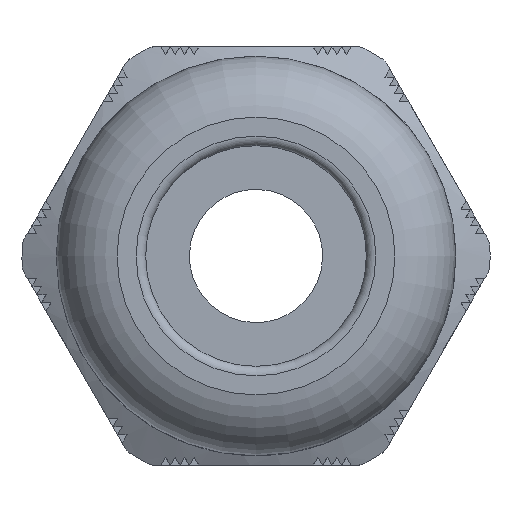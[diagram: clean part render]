
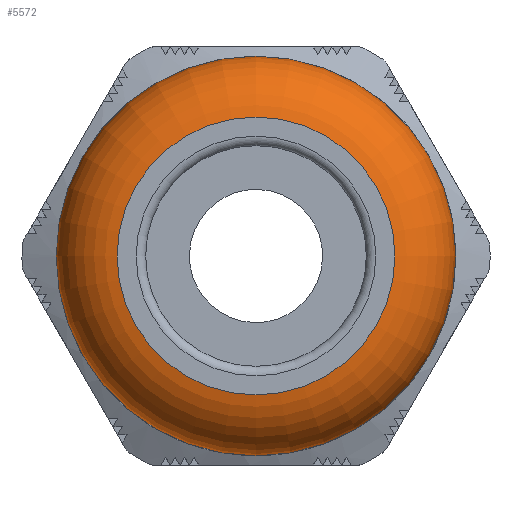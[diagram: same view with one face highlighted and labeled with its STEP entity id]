
A CAD part, left-side view. The second image highlights one B-rep face of the part: STEP entity #5572.
In plain terms, the highlighted toroidal (fillet/blend) face has major radius 6.679 mm and minor radius 3.821 mm.
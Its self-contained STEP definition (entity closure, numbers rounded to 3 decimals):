
#1360=FACE_BOUND('',#1870,.T.);
#1545=FACE_OUTER_BOUND('',#1869,.T.);
#1869=EDGE_LOOP('',(#4573));
#1870=EDGE_LOOP('',(#4574));
#2077=CIRCLE('',#5801,7.3);
#2152=CIRCLE('',#6012,10.5);
#2328=VERTEX_POINT('',#9262);
#2592=VERTEX_POINT('',#10746);
#2907=EDGE_CURVE('',#2328,#2328,#2077,.T.);
#3303=EDGE_CURVE('',#2592,#2592,#2152,.T.);
#4573=ORIENTED_EDGE('',*,*,#3303,.F.);
#4574=ORIENTED_EDGE('',*,*,#2907,.T.);
#5397=TOROIDAL_SURFACE('',#6011,6.679,3.821);
#5572=ADVANCED_FACE('',(#1545,#1360),#5397,.T.);
#5801=AXIS2_PLACEMENT_3D('',#9263,#6389,#6390);
#6011=AXIS2_PLACEMENT_3D('',#10745,#7051,#7052);
#6012=AXIS2_PLACEMENT_3D('',#10747,#7053,#7054);
#6389=DIRECTION('center_axis',(1.,0.,0.));
#6390=DIRECTION('ref_axis',(0.,0.,-1.));
#7051=DIRECTION('center_axis',(1.,0.,0.));
#7052=DIRECTION('ref_axis',(0.,0.,-1.));
#7053=DIRECTION('center_axis',(1.,0.,0.));
#7054=DIRECTION('ref_axis',(0.,0.,-1.));
#9262=CARTESIAN_POINT('',(-17.24,7.3,0.));
#9263=CARTESIAN_POINT('Origin',(-17.24,0.,0.));
#10745=CARTESIAN_POINT('Origin',(-13.47,0.,0.));
#10746=CARTESIAN_POINT('',(-13.47,10.5,0.));
#10747=CARTESIAN_POINT('Origin',(-13.47,0.,0.));
